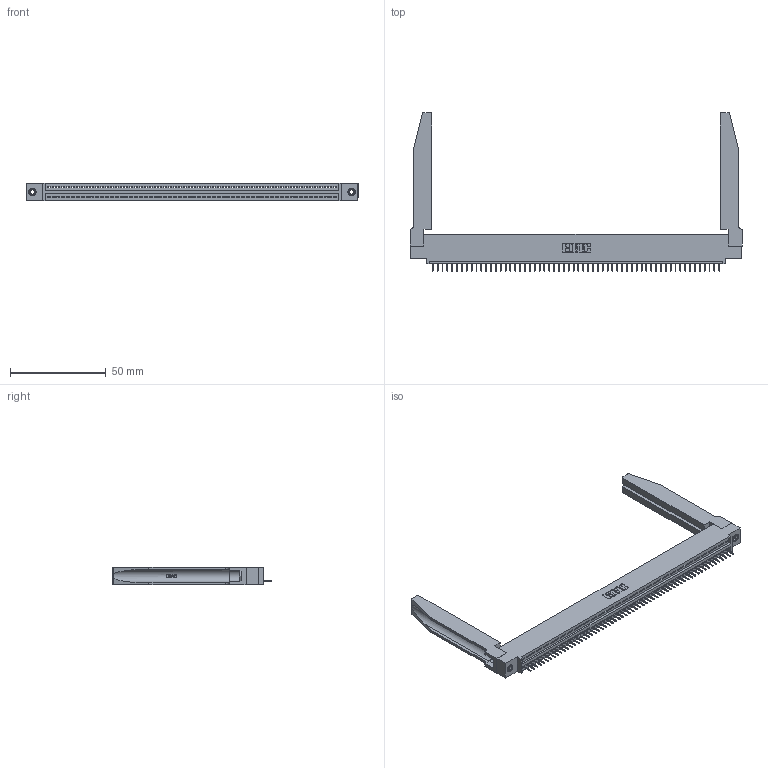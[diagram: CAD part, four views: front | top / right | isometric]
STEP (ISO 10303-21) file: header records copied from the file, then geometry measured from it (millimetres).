
FILE_DESCRIPTION (( 'STEP AP203' ), '1' );
FILE_NAME ('395-060-524-478.STEP', '2019-10-24T11:56:42', ( '' ), ( '' ), 'SwSTEP 2.0', 'SolidWorks 2016', '' );
FILE_SCHEMA (( 'CONFIG_CONTROL_DESIGN' ));
Length unit declared in the file: inch
Products named in the file (5): 345-292-001_345-293-124; 345-220-078_345-220-078; 395-060-524-478; 345 Part_0.110 Offset - 0.156 Dia-TH; 345-250-001_345-250-001-102
Assembly tree (65 placements, depth 2):
  395-060-524-478
    345 Part_0.110 Offset - 0.156 Dia-TH
    345-292-001_345-293-124  x60
    345-250-001_345-250-001-102  x2
    345-220-078_345-220-078  x2
Bounding box: 173.63 x 83.11 x 9.4 mm (x, y, z)
Volume: 24099.5 mm3; surface area: 28114.1 mm2
Topology: 65 solids, 65 shells, 4084 faces, 11761 edges, 7590 vertices
Faces by surface type: plane 2986, cylinder 1046, bspline 36, cone 12, torus 4
Entity records: 47680 total; most frequent: CARTESIAN_POINT 9155, ORIENTED_EDGE 8046, DIRECTION 6977, EDGE_CURVE 4023, VECTOR 3561, LINE 3561, VERTEX_POINT 2672, AXIS2_PLACEMENT_3D 1708
